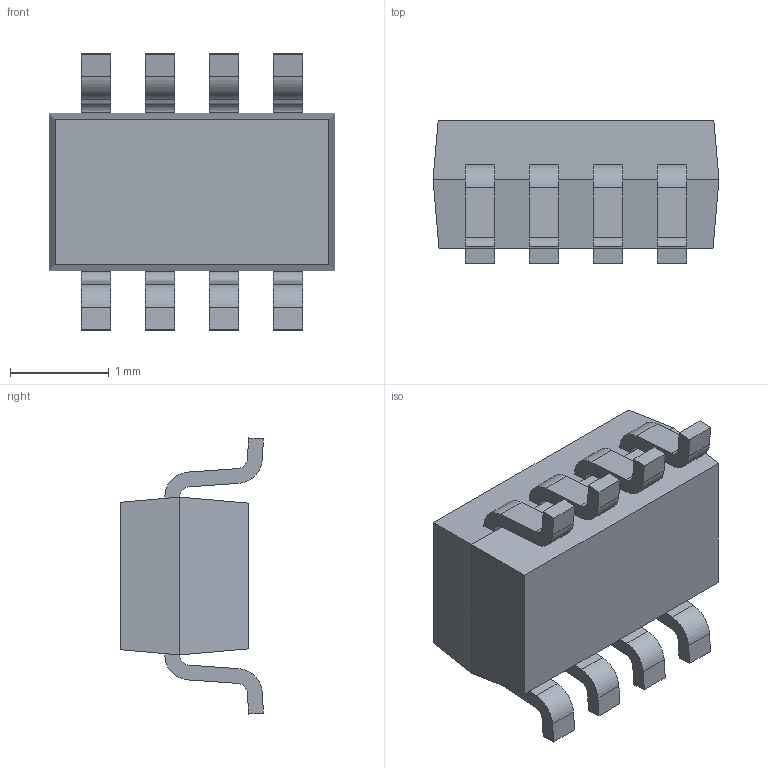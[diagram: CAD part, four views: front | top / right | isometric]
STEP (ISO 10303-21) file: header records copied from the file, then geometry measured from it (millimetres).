
FILE_DESCRIPTION (( 'STEP AP214' ), '1' );
FILE_NAME ('INA219.STEP', '2019-07-28T13:44:40', ( '' ), ( '' ), 'SwSTEP 2.0', 'SolidWorks 2017', '' );
FILE_SCHEMA (( 'AUTOMOTIVE_DESIGN' ));
Length unit declared in the file: millimetre
Products named in the file (1): INA219
Bounding box: 2.9 x 1.45 x 2.8 mm (x, y, z)
Volume: 6.2 mm3; surface area: 29.5 mm2
Topology: 9 solids, 9 shells, 122 faces, 308 edges, 204 vertices
Faces by surface type: plane 90, cylinder 32
Entity records: 3750 total; most frequent: CARTESIAN_POINT 635, DIRECTION 618, ORIENTED_EDGE 616, EDGE_CURVE 308, VECTOR 244, LINE 244, VERTEX_POINT 204, AXIS2_PLACEMENT_3D 187
